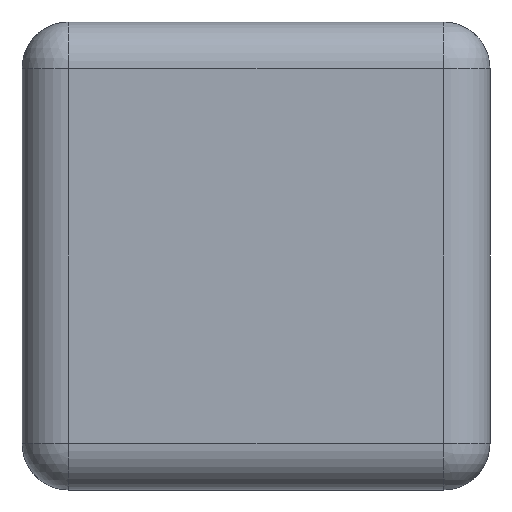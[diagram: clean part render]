
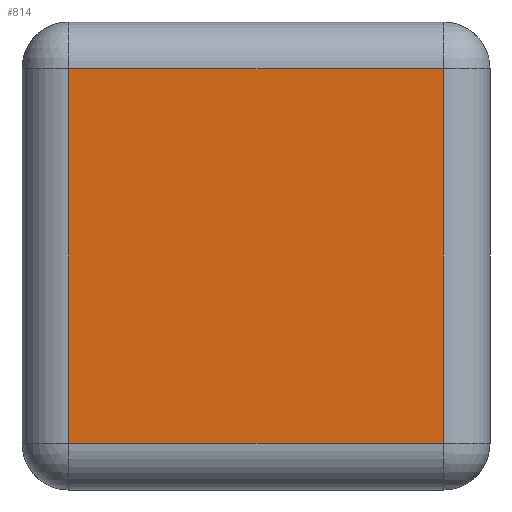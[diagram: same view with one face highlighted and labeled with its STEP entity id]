
A CAD part, left-side view. The second image highlights one B-rep face of the part: STEP entity #814.
In plain terms, the highlighted planar face has unit normal (-1, 0, 0).
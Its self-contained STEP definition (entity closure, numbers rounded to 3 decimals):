
#52=PLANE('',#912);
#110=FACE_OUTER_BOUND('',#168,.T.);
#168=EDGE_LOOP('',(#725,#726,#727,#728));
#261=LINE('',#1602,#317);
#262=LINE('',#1607,#318);
#263=LINE('',#1612,#319);
#264=LINE('',#1616,#320);
#317=VECTOR('',#1119,1.);
#318=VECTOR('',#1126,1.);
#319=VECTOR('',#1133,1.);
#320=VECTOR('',#1140,1.);
#389=VERTEX_POINT('',#1598);
#390=VERTEX_POINT('',#1600);
#391=VERTEX_POINT('',#1605);
#392=VERTEX_POINT('',#1610);
#495=EDGE_CURVE('',#390,#389,#261,.T.);
#498=EDGE_CURVE('',#391,#390,#262,.F.);
#501=EDGE_CURVE('',#392,#391,#263,.F.);
#504=EDGE_CURVE('',#389,#392,#264,.T.);
#725=ORIENTED_EDGE('',*,*,#495,.F.);
#726=ORIENTED_EDGE('',*,*,#498,.F.);
#727=ORIENTED_EDGE('',*,*,#501,.F.);
#728=ORIENTED_EDGE('',*,*,#504,.F.);
#814=ADVANCED_FACE('',(#110),#52,.F.);
#912=AXIS2_PLACEMENT_3D('',#1621,#1149,#1150);
#1119=DIRECTION('',(0.,-1.,0.));
#1126=DIRECTION('',(0.,0.,-1.));
#1133=DIRECTION('',(0.,-1.,0.));
#1140=DIRECTION('',(0.,0.,-1.));
#1149=DIRECTION('center_axis',(1.,0.,0.));
#1150=DIRECTION('ref_axis',(0.,0.,-1.));
#1598=CARTESIAN_POINT('',(-1.,-0.5,1.125));
#1600=CARTESIAN_POINT('',(-1.,0.5,1.125));
#1602=CARTESIAN_POINT('',(-1.,0.5,1.125));
#1605=CARTESIAN_POINT('',(-1.,0.5,0.125));
#1607=CARTESIAN_POINT('',(-1.,0.5,1.125));
#1610=CARTESIAN_POINT('',(-1.,-0.5,0.125));
#1612=CARTESIAN_POINT('',(-1.,0.5,0.125));
#1616=CARTESIAN_POINT('',(-1.,-0.5,1.125));
#1621=CARTESIAN_POINT('Origin',(-1.,0.625,1.25));
